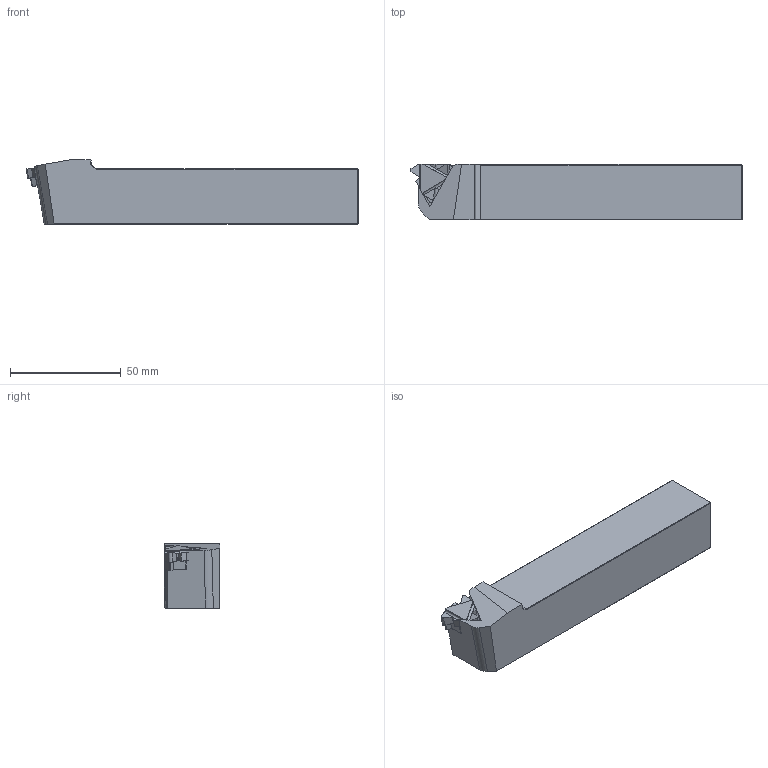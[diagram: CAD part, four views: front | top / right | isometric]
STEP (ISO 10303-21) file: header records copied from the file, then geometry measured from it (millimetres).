
FILE_DESCRIPTION(/* description */ (''),/* implementation_level */ '2;1');
FILE_NAME(/* name */ 'TEL 2525 M22.stp',/* time_stamp */ '2023-10-23T22:19:51+03:00',/* author */ (''),/* organization */ (''),/* preprocessor_version */ 'ST-DEVELOPER v19.4',/* originating_system */ 'SIEMENS PLM Software NX2306.3001',/* authorisation */ '');
FILE_SCHEMA (('AUTOMOTIVE_DESIGN { 1 0 10303 214 3 1 1 1 }'));
Length unit declared in the file: millimetre
Products named in the file (1): TER 2525 M22_objects
Bounding box: 150 x 25.04 x 29 mm (x, y, z)
Volume: 91087.9 mm3; surface area: 16361.5 mm2
Topology: 2 solids, 2 shells, 81 faces, 213 edges, 136 vertices
Faces by surface type: plane 64, cylinder 17
Entity records: 2497 total; most frequent: CARTESIAN_POINT 431, ORIENTED_EDGE 426, DIRECTION 414, EDGE_CURVE 213, LINE 176, VECTOR 176, VERTEX_POINT 136, AXIS2_PLACEMENT_3D 119
